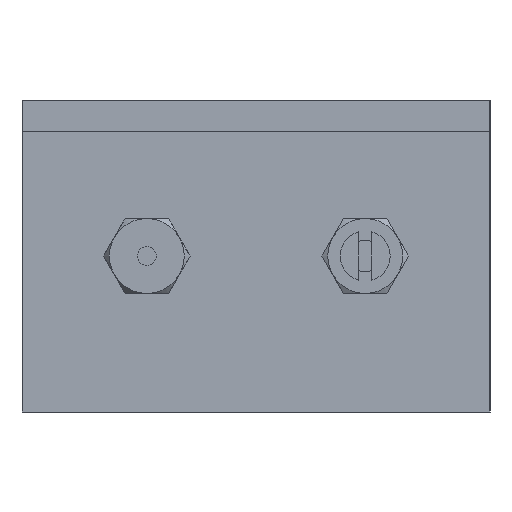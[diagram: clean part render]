
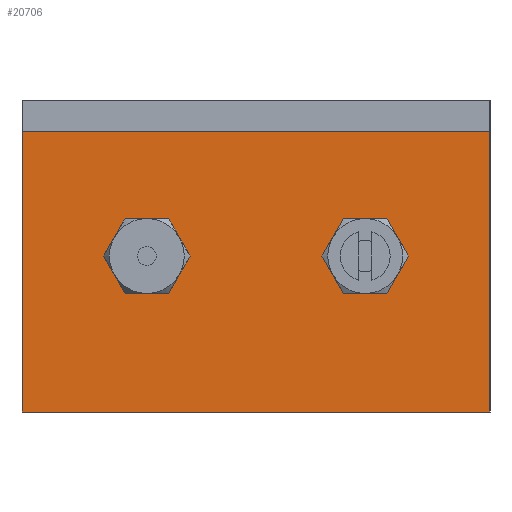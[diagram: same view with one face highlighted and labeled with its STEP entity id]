
A CAD part, left-side view. The second image highlights one B-rep face of the part: STEP entity #20706.
In plain terms, the highlighted planar face has unit normal (-1, 0, 0).
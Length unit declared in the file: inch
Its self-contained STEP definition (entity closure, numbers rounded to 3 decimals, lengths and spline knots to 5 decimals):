
#211 = EDGE_CURVE ( 'NONE', #9115, #47015, #43655, .T. ) ;
#1367 = EDGE_LOOP ( 'NONE', ( #3459, #38235, #20048, #49833, #28089, #3142 ) ) ;
#1819 = FACE_BOUND ( 'NONE', #1367, .T. ) ;
#2566 = CARTESIAN_POINT ( 'NONE',  ( -0.625, 0.375, 0.25 ) ) ;
#2573 = VERTEX_POINT ( 'NONE', #25210 ) ;
#2594 = DIRECTION ( 'NONE',  ( 0., 1., 0. ) ) ;
#2942 = DIRECTION ( 'NONE',  ( 0., -1., 0. ) ) ;
#3014 = ORIENTED_EDGE ( 'NONE', *, *, #3789, .F. ) ;
#3142 = ORIENTED_EDGE ( 'NONE', *, *, #41365, .F. ) ;
#3459 = ORIENTED_EDGE ( 'NONE', *, *, #30449, .F. ) ;
#3472 = VECTOR ( 'NONE', #15992, 39.37008 ) ;
#3789 = EDGE_CURVE ( 'NONE', #49621, #39276, #50233, .T. ) ;
#3939 = VERTEX_POINT ( 'NONE', #32465 ) ;
#4003 = CARTESIAN_POINT ( 'NONE',  ( -0.625, 0.20964, -0.06 ) ) ;
#4316 = CARTESIAN_POINT ( 'NONE',  ( -0.625, 0.14036, 0.06 ) ) ;
#4763 = DIRECTION ( 'NONE',  ( 0., -1., 0. ) ) ;
#5015 = LINE ( 'NONE', #18546, #38370 ) ;
#5697 = DIRECTION ( 'NONE',  ( 0., -0.5, -0.866 ) ) ;
#6744 = CARTESIAN_POINT ( 'NONE',  ( -0.625, -0.14036, -0.06 ) ) ;
#6893 = DIRECTION ( 'NONE',  ( 0., 0.5, -0.866 ) ) ;
#7217 = CARTESIAN_POINT ( 'NONE',  ( -0.625, -0.10572, 0. ) ) ;
#8082 = VERTEX_POINT ( 'NONE', #4316 ) ;
#8126 = LINE ( 'NONE', #15232, #41479 ) ;
#8162 = EDGE_LOOP ( 'NONE', ( #48129, #33008, #34207, #3014, #46621, #27378 ) ) ;
#8337 = EDGE_CURVE ( 'NONE', #2573, #36172, #26125, .T. ) ;
#8455 = PLANE ( 'NONE',  #33274 ) ;
#9115 = VERTEX_POINT ( 'NONE', #48660 ) ;
#9419 = VECTOR ( 'NONE', #10596, 39.37008 ) ;
#10596 = DIRECTION ( 'NONE',  ( 0., 0.5, 0.866 ) ) ;
#10920 = EDGE_CURVE ( 'NONE', #46841, #22450, #41176, .T. ) ;
#13640 = CARTESIAN_POINT ( 'NONE',  ( -0.625, -0.375, 0.2 ) ) ;
#13683 = FACE_OUTER_BOUND ( 'NONE', #23746, .T. ) ;
#13764 = LINE ( 'NONE', #22353, #9419 ) ;
#14112 = DIRECTION ( 'NONE',  ( 0., -1., 0. ) ) ;
#15232 = CARTESIAN_POINT ( 'NONE',  ( -0.625, -0.375, 0.2 ) ) ;
#15606 = EDGE_CURVE ( 'NONE', #47015, #3939, #28937, .T. ) ;
#15829 = EDGE_CURVE ( 'NONE', #19964, #22450, #5015, .T. ) ;
#15992 = DIRECTION ( 'NONE',  ( 0., 0.5, 0.866 ) ) ;
#16227 = EDGE_CURVE ( 'NONE', #3939, #27056, #13764, .T. ) ;
#16417 = LINE ( 'NONE', #4003, #47229 ) ;
#16526 = DIRECTION ( 'NONE',  ( 0., 0., -1. ) ) ;
#17161 = ORIENTED_EDGE ( 'NONE', *, *, #10920, .T. ) ;
#17182 = DIRECTION ( 'NONE',  ( 0., 0.5, -0.866 ) ) ;
#18300 = VECTOR ( 'NONE', #17182, 39.37008 ) ;
#18546 = CARTESIAN_POINT ( 'NONE',  ( -0.625, -0.375, 0.25 ) ) ;
#18673 = CARTESIAN_POINT ( 'NONE',  ( -0.625, 0.375, 0.2 ) ) ;
#18770 = ORIENTED_EDGE ( 'NONE', *, *, #49988, .T. ) ;
#19585 = LINE ( 'NONE', #41283, #18300 ) ;
#19964 = VERTEX_POINT ( 'NONE', #13640 ) ;
#20048 = ORIENTED_EDGE ( 'NONE', *, *, #15606, .F. ) ;
#20139 = EDGE_CURVE ( 'NONE', #44151, #19964, #8126, .T. ) ;
#20706 = ADVANCED_FACE ( 'NONE', ( #24397, #13683, #1819 ), #8455, .F. ) ;
#21322 = CARTESIAN_POINT ( 'NONE',  ( -0.625, 0.24428, 0. ) ) ;
#21805 = CARTESIAN_POINT ( 'NONE',  ( -0.625, 0.20964, -0.06 ) ) ;
#22353 = CARTESIAN_POINT ( 'NONE',  ( -0.625, -0.24428, 0. ) ) ;
#22450 = VERTEX_POINT ( 'NONE', #33761 ) ;
#22728 = VECTOR ( 'NONE', #2594, 39.37008 ) ;
#23023 = DIRECTION ( 'NONE',  ( 0., -0.5, -0.866 ) ) ;
#23746 = EDGE_LOOP ( 'NONE', ( #40309, #18770, #17161, #37599 ) ) ;
#23851 = CARTESIAN_POINT ( 'NONE',  ( -0.625, -0.20964, 0.06 ) ) ;
#24397 = FACE_BOUND ( 'NONE', #8162, .T. ) ;
#24696 = VECTOR ( 'NONE', #5697, 39.37008 ) ;
#24949 = DIRECTION ( 'NONE',  ( 1., 0., 0. ) ) ;
#25012 = EDGE_CURVE ( 'NONE', #36172, #32743, #40475, .T. ) ;
#25210 = CARTESIAN_POINT ( 'NONE',  ( -0.625, 0.20964, 0.06 ) ) ;
#25284 = VERTEX_POINT ( 'NONE', #39849 ) ;
#25772 = VECTOR ( 'NONE', #30738, 39.37008 ) ;
#25803 = VECTOR ( 'NONE', #30865, 39.37008 ) ;
#26125 = LINE ( 'NONE', #46776, #39991 ) ;
#27056 = VERTEX_POINT ( 'NONE', #44356 ) ;
#27075 = LINE ( 'NONE', #23851, #41579 ) ;
#27212 = DIRECTION ( 'NONE',  ( 0., 1., 0. ) ) ;
#27378 = ORIENTED_EDGE ( 'NONE', *, *, #25012, .F. ) ;
#27786 = LINE ( 'NONE', #31407, #22728 ) ;
#28089 = ORIENTED_EDGE ( 'NONE', *, *, #45814, .F. ) ;
#28937 = LINE ( 'NONE', #49649, #49023 ) ;
#29236 = EDGE_CURVE ( 'NONE', #8082, #2573, #27786, .T. ) ;
#29589 = LINE ( 'NONE', #2566, #25803 ) ;
#30449 = EDGE_CURVE ( 'NONE', #27056, #25284, #27075, .T. ) ;
#30450 = CARTESIAN_POINT ( 'NONE',  ( -0.625, 0.24428, 0. ) ) ;
#30738 = DIRECTION ( 'NONE',  ( 0., -0.5, 0.866 ) ) ;
#30865 = DIRECTION ( 'NONE',  ( 0., 0., -1. ) ) ;
#30912 = CARTESIAN_POINT ( 'NONE',  ( -0.625, 0.14036, -0.06 ) ) ;
#31212 = LINE ( 'NONE', #7217, #36257 ) ;
#31407 = CARTESIAN_POINT ( 'NONE',  ( -0.625, 0.14036, 0.06 ) ) ;
#31968 = DIRECTION ( 'NONE',  ( 0., -1., 0. ) ) ;
#32465 = CARTESIAN_POINT ( 'NONE',  ( -0.625, -0.24428, 0. ) ) ;
#32743 = VERTEX_POINT ( 'NONE', #21805 ) ;
#33008 = ORIENTED_EDGE ( 'NONE', *, *, #29236, .F. ) ;
#33057 = CARTESIAN_POINT ( 'NONE',  ( -0.625, -0.375, 0.25 ) ) ;
#33274 = AXIS2_PLACEMENT_3D ( 'NONE', #33057, #24949, #16526 ) ;
#33761 = CARTESIAN_POINT ( 'NONE',  ( -0.625, -0.375, -0.25 ) ) ;
#34207 = ORIENTED_EDGE ( 'NONE', *, *, #46767, .F. ) ;
#34802 = CARTESIAN_POINT ( 'NONE',  ( -0.625, 0.375, -0.25 ) ) ;
#35103 = DIRECTION ( 'NONE',  ( 0., 0., -1. ) ) ;
#36166 = LINE ( 'NONE', #44700, #3472 ) ;
#36172 = VERTEX_POINT ( 'NONE', #21322 ) ;
#36257 = VECTOR ( 'NONE', #23023, 39.37008 ) ;
#37599 = ORIENTED_EDGE ( 'NONE', *, *, #15829, .F. ) ;
#38130 = CARTESIAN_POINT ( 'NONE',  ( -0.625, -0.10572, 0. ) ) ;
#38235 = ORIENTED_EDGE ( 'NONE', *, *, #16227, .F. ) ;
#38370 = VECTOR ( 'NONE', #35103, 39.37008 ) ;
#38641 = CARTESIAN_POINT ( 'NONE',  ( -0.625, 0.14036, -0.06 ) ) ;
#39276 = VERTEX_POINT ( 'NONE', #39292 ) ;
#39292 = CARTESIAN_POINT ( 'NONE',  ( -0.625, 0.10572, 0. ) ) ;
#39599 = VERTEX_POINT ( 'NONE', #38130 ) ;
#39849 = CARTESIAN_POINT ( 'NONE',  ( -0.625, -0.14036, 0.06 ) ) ;
#39991 = VECTOR ( 'NONE', #6893, 39.37008 ) ;
#40032 = CARTESIAN_POINT ( 'NONE',  ( -0.625, -0.20964, -0.06 ) ) ;
#40309 = ORIENTED_EDGE ( 'NONE', *, *, #20139, .F. ) ;
#40475 = LINE ( 'NONE', #30450, #24696 ) ;
#40641 = CARTESIAN_POINT ( 'NONE',  ( -0.625, -0.375, -0.25 ) ) ;
#41176 = LINE ( 'NONE', #40641, #46189 ) ;
#41283 = CARTESIAN_POINT ( 'NONE',  ( -0.625, -0.14036, 0.06 ) ) ;
#41365 = EDGE_CURVE ( 'NONE', #25284, #39599, #19585, .T. ) ;
#41479 = VECTOR ( 'NONE', #2942, 39.37008 ) ;
#41579 = VECTOR ( 'NONE', #27212, 39.37008 ) ;
#43655 = LINE ( 'NONE', #6744, #44928 ) ;
#44151 = VERTEX_POINT ( 'NONE', #18673 ) ;
#44356 = CARTESIAN_POINT ( 'NONE',  ( -0.625, -0.20964, 0.06 ) ) ;
#44700 = CARTESIAN_POINT ( 'NONE',  ( -0.625, 0.10572, 0. ) ) ;
#44928 = VECTOR ( 'NONE', #14112, 39.37008 ) ;
#45339 = DIRECTION ( 'NONE',  ( 0., -0.5, 0.866 ) ) ;
#45814 = EDGE_CURVE ( 'NONE', #39599, #9115, #31212, .T. ) ;
#46189 = VECTOR ( 'NONE', #4763, 39.37008 ) ;
#46621 = ORIENTED_EDGE ( 'NONE', *, *, #49683, .F. ) ;
#46767 = EDGE_CURVE ( 'NONE', #39276, #8082, #36166, .T. ) ;
#46776 = CARTESIAN_POINT ( 'NONE',  ( -0.625, 0.20964, 0.06 ) ) ;
#46841 = VERTEX_POINT ( 'NONE', #34802 ) ;
#47015 = VERTEX_POINT ( 'NONE', #40032 ) ;
#47229 = VECTOR ( 'NONE', #31968, 39.37008 ) ;
#48129 = ORIENTED_EDGE ( 'NONE', *, *, #8337, .F. ) ;
#48660 = CARTESIAN_POINT ( 'NONE',  ( -0.625, -0.14036, -0.06 ) ) ;
#49023 = VECTOR ( 'NONE', #45339, 39.37008 ) ;
#49621 = VERTEX_POINT ( 'NONE', #38641 ) ;
#49649 = CARTESIAN_POINT ( 'NONE',  ( -0.625, -0.20964, -0.06 ) ) ;
#49683 = EDGE_CURVE ( 'NONE', #32743, #49621, #16417, .T. ) ;
#49833 = ORIENTED_EDGE ( 'NONE', *, *, #211, .F. ) ;
#49988 = EDGE_CURVE ( 'NONE', #44151, #46841, #29589, .T. ) ;
#50233 = LINE ( 'NONE', #30912, #25772 ) ;
